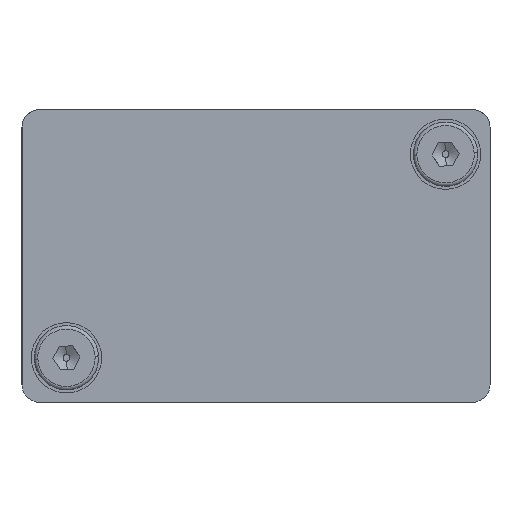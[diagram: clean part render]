
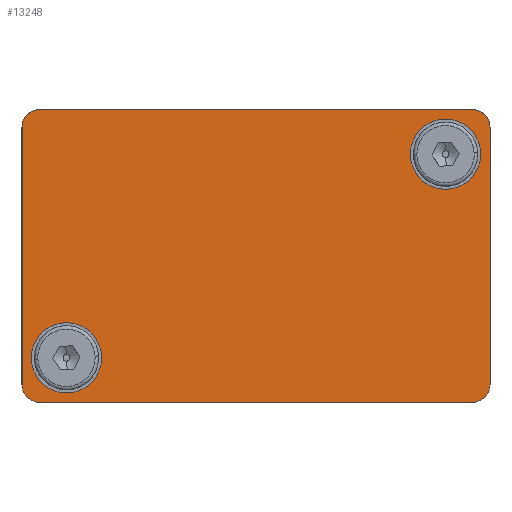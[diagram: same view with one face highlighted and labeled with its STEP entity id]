
A CAD part, left-side view. The second image highlights one B-rep face of the part: STEP entity #13248.
In plain terms, the highlighted face is planar.
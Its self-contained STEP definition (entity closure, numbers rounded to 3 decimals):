
#11698=CARTESIAN_POINT('',(7.2,6.75,15.2));
#11699=VERTEX_POINT('',#11698);
#11715=CARTESIAN_POINT('',(7.2,6.75,9.2));
#11716=VERTEX_POINT('',#11715);
#11723=CARTESIAN_POINT('',(7.2,6.75,12.2));
#11724=DIRECTION('',(0.0,-1.0,0.0));
#11725=DIRECTION('',(0.0,0.0,1.0));
#11726=AXIS2_PLACEMENT_3D('',#11723,#11724,#11725);
#11727=CIRCLE('',#11726,3.0);
#11728=EDGE_CURVE('',#11699,#11716,#11727,.T.);
#11740=CARTESIAN_POINT('',(-10.2,6.75,-17.2));
#11741=VERTEX_POINT('',#11740);
#11757=CARTESIAN_POINT('',(-10.2,6.75,-23.2));
#11758=VERTEX_POINT('',#11757);
#11765=CARTESIAN_POINT('',(-10.2,6.75,-20.2));
#11766=DIRECTION('',(0.0,-1.0,0.0));
#11767=DIRECTION('',(0.0,0.0,1.0));
#11768=AXIS2_PLACEMENT_3D('',#11765,#11766,#11767);
#11769=CIRCLE('',#11768,3.0);
#11770=EDGE_CURVE('',#11741,#11758,#11769,.T.);
#11782=CARTESIAN_POINT('',(-13.561,6.75,15.561));
#11783=VERTEX_POINT('',#11782);
#11799=CARTESIAN_POINT('',(-12.5,6.75,16.));
#11800=VERTEX_POINT('',#11799);
#11807=CARTESIAN_POINT('',(-12.5,6.75,14.5));
#11808=DIRECTION('',(0.0,-1.,0.0));
#11809=DIRECTION('',(-0.707,0.0,0.707));
#11810=AXIS2_PLACEMENT_3D('',#11807,#11808,#11809);
#11811=CIRCLE('',#11810,1.5);
#11812=EDGE_CURVE('',#11800,#11783,#11811,.T.);
#11824=CARTESIAN_POINT('',(-13.561,6.75,-23.561));
#11825=VERTEX_POINT('',#11824);
#11841=CARTESIAN_POINT('',(-14.0,6.75,-22.5));
#11842=VERTEX_POINT('',#11841);
#11849=CARTESIAN_POINT('',(-12.5,6.75,-22.5));
#11850=DIRECTION('',(0.0,-1.,0.0));
#11851=DIRECTION('',(-0.707,0.0,-0.707));
#11852=AXIS2_PLACEMENT_3D('',#11849,#11850,#11851);
#11853=CIRCLE('',#11852,1.5);
#11854=EDGE_CURVE('',#11842,#11825,#11853,.T.);
#11866=CARTESIAN_POINT('',(10.561,6.75,-23.561));
#11867=VERTEX_POINT('',#11866);
#11883=CARTESIAN_POINT('',(9.5,6.75,-24.0));
#11884=VERTEX_POINT('',#11883);
#11891=CARTESIAN_POINT('',(9.5,6.75,-22.5));
#11892=DIRECTION('',(0.0,-1.,0.0));
#11893=DIRECTION('',(0.707,0.0,-0.707));
#11894=AXIS2_PLACEMENT_3D('',#11891,#11892,#11893);
#11895=CIRCLE('',#11894,1.5);
#11896=EDGE_CURVE('',#11884,#11867,#11895,.T.);
#11908=CARTESIAN_POINT('',(10.561,6.75,15.561));
#11909=VERTEX_POINT('',#11908);
#11925=CARTESIAN_POINT('',(11.0,6.75,14.5));
#11926=VERTEX_POINT('',#11925);
#11933=CARTESIAN_POINT('',(9.5,6.75,14.5));
#11934=DIRECTION('',(0.0,-1.,0.0));
#11935=DIRECTION('',(0.707,0.0,0.707));
#11936=AXIS2_PLACEMENT_3D('',#11933,#11934,#11935);
#11937=CIRCLE('',#11936,1.5);
#11938=EDGE_CURVE('',#11926,#11909,#11937,.T.);
#13121=CARTESIAN_POINT('',(9.5,6.75,16.));
#13122=VERTEX_POINT('',#13121);
#13123=CARTESIAN_POINT('',(9.5,6.75,14.5));
#13124=DIRECTION('',(0.0,-1.,0.0));
#13125=DIRECTION('',(0.707,0.0,0.707));
#13126=AXIS2_PLACEMENT_3D('',#13123,#13124,#13125);
#13127=CIRCLE('',#13126,1.5);
#13128=EDGE_CURVE('',#11909,#13122,#13127,.T.);
#13154=CARTESIAN_POINT('',(9.5,6.75,16.));
#13155=DIRECTION('',(-1.0,0.0,0.0));
#13156=VECTOR('',#13155,22.0);
#13157=LINE('',#13154,#13156);
#13158=EDGE_CURVE('',#13122,#11800,#13157,.T.);
#13170=CARTESIAN_POINT('',(0.,6.75,0.));
#13171=DIRECTION('',(0.0,1.0,0.0));
#13172=DIRECTION('',(0.0,0.0,1.0));
#13173=AXIS2_PLACEMENT_3D('',#13170,#13171,#13172);
#13174=PLANE('',#13173);
#13175=ORIENTED_EDGE('',*,*,#11938,.F.);
#13176=CARTESIAN_POINT('',(11.0,6.75,-22.5));
#13177=VERTEX_POINT('',#13176);
#13178=CARTESIAN_POINT('',(11.0,6.75,-22.5));
#13179=DIRECTION('',(0.0,0.0,1.0));
#13180=VECTOR('',#13179,37.0);
#13181=LINE('',#13178,#13180);
#13182=EDGE_CURVE('',#13177,#11926,#13181,.T.);
#13183=ORIENTED_EDGE('',*,*,#13182,.F.);
#13184=CARTESIAN_POINT('',(9.5,6.75,-22.5));
#13185=DIRECTION('',(0.0,-1.,0.0));
#13186=DIRECTION('',(0.707,0.0,-0.707));
#13187=AXIS2_PLACEMENT_3D('',#13184,#13185,#13186);
#13188=CIRCLE('',#13187,1.5);
#13189=EDGE_CURVE('',#11867,#13177,#13188,.T.);
#13190=ORIENTED_EDGE('',*,*,#13189,.F.);
#13191=ORIENTED_EDGE('',*,*,#11896,.F.);
#13192=CARTESIAN_POINT('',(-12.5,6.75,-24.0));
#13193=VERTEX_POINT('',#13192);
#13194=CARTESIAN_POINT('',(-12.5,6.75,-24.0));
#13195=DIRECTION('',(1.0,0.0,0.0));
#13196=VECTOR('',#13195,22.0);
#13197=LINE('',#13194,#13196);
#13198=EDGE_CURVE('',#13193,#11884,#13197,.T.);
#13199=ORIENTED_EDGE('',*,*,#13198,.F.);
#13200=CARTESIAN_POINT('',(-12.5,6.75,-22.5));
#13201=DIRECTION('',(0.0,-1.,0.0));
#13202=DIRECTION('',(-0.707,0.0,-0.707));
#13203=AXIS2_PLACEMENT_3D('',#13200,#13201,#13202);
#13204=CIRCLE('',#13203,1.5);
#13205=EDGE_CURVE('',#11825,#13193,#13204,.T.);
#13206=ORIENTED_EDGE('',*,*,#13205,.F.);
#13207=ORIENTED_EDGE('',*,*,#11854,.F.);
#13208=CARTESIAN_POINT('',(-14.0,6.75,14.5));
#13209=VERTEX_POINT('',#13208);
#13210=CARTESIAN_POINT('',(-14.0,6.75,14.5));
#13211=DIRECTION('',(0.0,0.0,-1.0));
#13212=VECTOR('',#13211,37.0);
#13213=LINE('',#13210,#13212);
#13214=EDGE_CURVE('',#13209,#11842,#13213,.T.);
#13215=ORIENTED_EDGE('',*,*,#13214,.F.);
#13216=CARTESIAN_POINT('',(-12.5,6.75,14.5));
#13217=DIRECTION('',(0.0,-1.,0.0));
#13218=DIRECTION('',(-0.707,0.0,0.707));
#13219=AXIS2_PLACEMENT_3D('',#13216,#13217,#13218);
#13220=CIRCLE('',#13219,1.5);
#13221=EDGE_CURVE('',#11783,#13209,#13220,.T.);
#13222=ORIENTED_EDGE('',*,*,#13221,.F.);
#13223=ORIENTED_EDGE('',*,*,#11812,.F.);
#13224=ORIENTED_EDGE('',*,*,#13158,.F.);
#13225=ORIENTED_EDGE('',*,*,#13128,.F.);
#13226=EDGE_LOOP('',(#13175,#13183,#13190,#13191,#13199,#13206,#13207,#13215,#13222,#13223,#13224,#13225));
#13227=FACE_OUTER_BOUND('',#13226,.T.);
#13228=ORIENTED_EDGE('',*,*,#11770,.T.);
#13229=CARTESIAN_POINT('',(-10.2,6.75,-20.2));
#13230=DIRECTION('',(0.0,-1.0,0.0));
#13231=DIRECTION('',(0.0,0.0,1.0));
#13232=AXIS2_PLACEMENT_3D('',#13229,#13230,#13231);
#13233=CIRCLE('',#13232,3.0);
#13234=EDGE_CURVE('',#11758,#11741,#13233,.T.);
#13235=ORIENTED_EDGE('',*,*,#13234,.T.);
#13236=EDGE_LOOP('',(#13228,#13235));
#13237=FACE_BOUND('',#13236,.T.);
#13238=ORIENTED_EDGE('',*,*,#11728,.T.);
#13239=CARTESIAN_POINT('',(7.2,6.75,12.2));
#13240=DIRECTION('',(0.0,-1.0,0.0));
#13241=DIRECTION('',(0.0,0.0,1.0));
#13242=AXIS2_PLACEMENT_3D('',#13239,#13240,#13241);
#13243=CIRCLE('',#13242,3.0);
#13244=EDGE_CURVE('',#11716,#11699,#13243,.T.);
#13245=ORIENTED_EDGE('',*,*,#13244,.T.);
#13246=EDGE_LOOP('',(#13238,#13245));
#13247=FACE_BOUND('',#13246,.T.);
#13248=ADVANCED_FACE('',(#13227,#13237,#13247),#13174,.T.);
